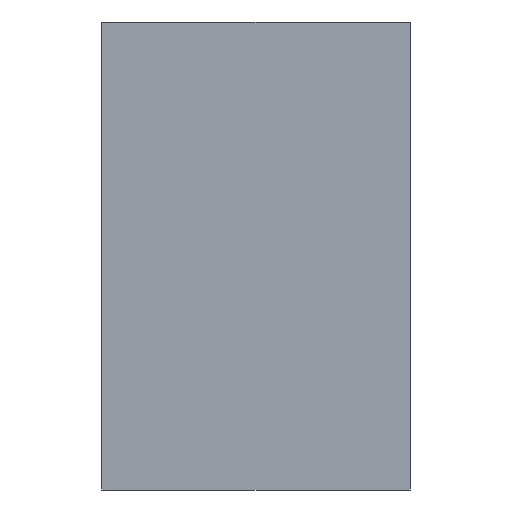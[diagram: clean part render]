
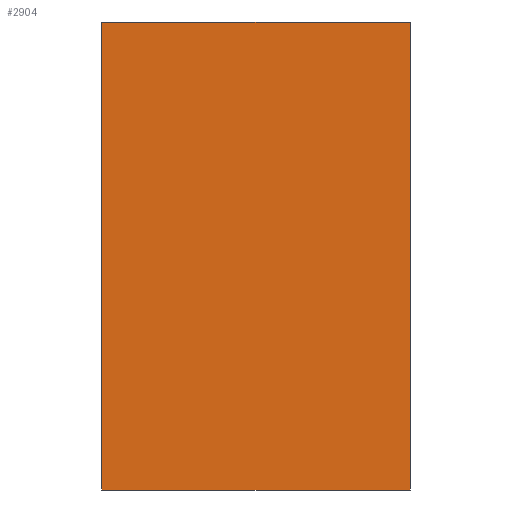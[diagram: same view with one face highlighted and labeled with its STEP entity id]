
A CAD part, left-side view. The second image highlights one B-rep face of the part: STEP entity #2904.
In plain terms, the highlighted face is planar.
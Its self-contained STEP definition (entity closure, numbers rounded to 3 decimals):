
#1675 = CYLINDRICAL_SURFACE('',#1676,33.);
#1676 = AXIS2_PLACEMENT_3D('',#1677,#1678,#1679);
#1677 = CARTESIAN_POINT('',(0.,0.,29.499));
#1678 = DIRECTION('',(0.,1.,0.));
#1679 = DIRECTION('',(1.,0.,0.));
#1700 = VERTEX_POINT('',#1701);
#1701 = CARTESIAN_POINT('',(29.271,-16.,14.261));
#1716 = PLANE('',#1717);
#1717 = AXIS2_PLACEMENT_3D('',#1718,#1719,#1720);
#1718 = CARTESIAN_POINT('',(21.943,-16.,-0.781));
#1719 = DIRECTION('',(0.,1.,0.));
#1720 = DIRECTION('',(0.,0.,1.));
#1732 = EDGE_CURVE('',#1733,#1700,#1735,.T.);
#1733 = VERTEX_POINT('',#1734);
#1734 = CARTESIAN_POINT('',(29.271,0.,14.261));
#1735 = SURFACE_CURVE('',#1736,(#1740,#1747),.PCURVE_S1.);
#1736 = LINE('',#1737,#1738);
#1737 = CARTESIAN_POINT('',(29.271,0.,14.261));
#1738 = VECTOR('',#1739,1.);
#1739 = DIRECTION('',(0.,-1.,0.));
#1740 = PCURVE('',#1675,#1741);
#1741 = DEFINITIONAL_REPRESENTATION('',(#1742),#1746);
#1742 = LINE('',#1743,#1744);
#1743 = CARTESIAN_POINT('',(-5.803,0.));
#1744 = VECTOR('',#1745,1.);
#1745 = DIRECTION('',(-0.,-1.));
#1746 = ( GEOMETRIC_REPRESENTATION_CONTEXT(2) 
PARAMETRIC_REPRESENTATION_CONTEXT() REPRESENTATION_CONTEXT('2D SPACE',''
  ) );
#1747 = PCURVE('',#1748,#1753);
#1748 = PLANE('',#1749);
#1749 = AXIS2_PLACEMENT_3D('',#1750,#1751,#1752);
#1750 = CARTESIAN_POINT('',(29.271,0.,-10.));
#1751 = DIRECTION('',(-1.,0.,0.));
#1752 = DIRECTION('',(0.,0.,1.));
#1753 = DEFINITIONAL_REPRESENTATION('',(#1754),#1758);
#1754 = LINE('',#1755,#1756);
#1755 = CARTESIAN_POINT('',(24.261,0.));
#1756 = VECTOR('',#1757,1.);
#1757 = DIRECTION('',(0.,-1.));
#1758 = ( GEOMETRIC_REPRESENTATION_CONTEXT(2) 
PARAMETRIC_REPRESENTATION_CONTEXT() REPRESENTATION_CONTEXT('2D SPACE',''
  ) );
#1775 = PLANE('',#1776);
#1776 = AXIS2_PLACEMENT_3D('',#1777,#1778,#1779);
#1777 = CARTESIAN_POINT('',(21.943,0.,-0.781));
#1778 = DIRECTION('',(0.,1.,0.));
#1779 = DIRECTION('',(0.,0.,1.));
#2338 = PLANE('',#2339);
#2339 = AXIS2_PLACEMENT_3D('',#2340,#2341,#2342);
#2340 = CARTESIAN_POINT('',(29.271,0.,-10.));
#2341 = DIRECTION('',(0.,0.,-1.));
#2342 = DIRECTION('',(-1.,0.,0.));
#2375 = EDGE_CURVE('',#2376,#1733,#2378,.T.);
#2376 = VERTEX_POINT('',#2377);
#2377 = CARTESIAN_POINT('',(29.271,0.,-10.));
#2378 = SURFACE_CURVE('',#2379,(#2383,#2390),.PCURVE_S1.);
#2379 = LINE('',#2380,#2381);
#2380 = CARTESIAN_POINT('',(29.271,0.,-10.));
#2381 = VECTOR('',#2382,1.);
#2382 = DIRECTION('',(0.,0.,1.));
#2383 = PCURVE('',#1775,#2384);
#2384 = DEFINITIONAL_REPRESENTATION('',(#2385),#2389);
#2385 = LINE('',#2386,#2387);
#2386 = CARTESIAN_POINT('',(-9.219,7.328));
#2387 = VECTOR('',#2388,1.);
#2388 = DIRECTION('',(1.,0.));
#2389 = ( GEOMETRIC_REPRESENTATION_CONTEXT(2) 
PARAMETRIC_REPRESENTATION_CONTEXT() REPRESENTATION_CONTEXT('2D SPACE',''
  ) );
#2390 = PCURVE('',#1748,#2391);
#2391 = DEFINITIONAL_REPRESENTATION('',(#2392),#2396);
#2392 = LINE('',#2393,#2394);
#2393 = CARTESIAN_POINT('',(0.,0.));
#2394 = VECTOR('',#2395,1.);
#2395 = DIRECTION('',(1.,0.));
#2396 = ( GEOMETRIC_REPRESENTATION_CONTEXT(2) 
PARAMETRIC_REPRESENTATION_CONTEXT() REPRESENTATION_CONTEXT('2D SPACE',''
  ) );
#2662 = EDGE_CURVE('',#2663,#1700,#2665,.T.);
#2663 = VERTEX_POINT('',#2664);
#2664 = CARTESIAN_POINT('',(29.271,-16.,-10.));
#2665 = SURFACE_CURVE('',#2666,(#2670,#2677),.PCURVE_S1.);
#2666 = LINE('',#2667,#2668);
#2667 = CARTESIAN_POINT('',(29.271,-16.,-10.));
#2668 = VECTOR('',#2669,1.);
#2669 = DIRECTION('',(0.,0.,1.));
#2670 = PCURVE('',#1716,#2671);
#2671 = DEFINITIONAL_REPRESENTATION('',(#2672),#2676);
#2672 = LINE('',#2673,#2674);
#2673 = CARTESIAN_POINT('',(-9.219,7.328));
#2674 = VECTOR('',#2675,1.);
#2675 = DIRECTION('',(1.,0.));
#2676 = ( GEOMETRIC_REPRESENTATION_CONTEXT(2) 
PARAMETRIC_REPRESENTATION_CONTEXT() REPRESENTATION_CONTEXT('2D SPACE',''
  ) );
#2677 = PCURVE('',#1748,#2678);
#2678 = DEFINITIONAL_REPRESENTATION('',(#2679),#2683);
#2679 = LINE('',#2680,#2681);
#2680 = CARTESIAN_POINT('',(0.,-16.));
#2681 = VECTOR('',#2682,1.);
#2682 = DIRECTION('',(1.,0.));
#2683 = ( GEOMETRIC_REPRESENTATION_CONTEXT(2) 
PARAMETRIC_REPRESENTATION_CONTEXT() REPRESENTATION_CONTEXT('2D SPACE',''
  ) );
#2904 = ADVANCED_FACE('',(#2905),#1748,.F.);
#2905 = FACE_BOUND('',#2906,.F.);
#2906 = EDGE_LOOP('',(#2907,#2928,#2929,#2930));
#2907 = ORIENTED_EDGE('',*,*,#2908,.T.);
#2908 = EDGE_CURVE('',#2376,#2663,#2909,.T.);
#2909 = SURFACE_CURVE('',#2910,(#2914,#2921),.PCURVE_S1.);
#2910 = LINE('',#2911,#2912);
#2911 = CARTESIAN_POINT('',(29.271,0.,-10.));
#2912 = VECTOR('',#2913,1.);
#2913 = DIRECTION('',(0.,-1.,0.));
#2914 = PCURVE('',#1748,#2915);
#2915 = DEFINITIONAL_REPRESENTATION('',(#2916),#2920);
#2916 = LINE('',#2917,#2918);
#2917 = CARTESIAN_POINT('',(0.,0.));
#2918 = VECTOR('',#2919,1.);
#2919 = DIRECTION('',(0.,-1.));
#2920 = ( GEOMETRIC_REPRESENTATION_CONTEXT(2) 
PARAMETRIC_REPRESENTATION_CONTEXT() REPRESENTATION_CONTEXT('2D SPACE',''
  ) );
#2921 = PCURVE('',#2338,#2922);
#2922 = DEFINITIONAL_REPRESENTATION('',(#2923),#2927);
#2923 = LINE('',#2924,#2925);
#2924 = CARTESIAN_POINT('',(0.,0.));
#2925 = VECTOR('',#2926,1.);
#2926 = DIRECTION('',(0.,-1.));
#2927 = ( GEOMETRIC_REPRESENTATION_CONTEXT(2) 
PARAMETRIC_REPRESENTATION_CONTEXT() REPRESENTATION_CONTEXT('2D SPACE',''
  ) );
#2928 = ORIENTED_EDGE('',*,*,#2662,.T.);
#2929 = ORIENTED_EDGE('',*,*,#1732,.F.);
#2930 = ORIENTED_EDGE('',*,*,#2375,.F.);
